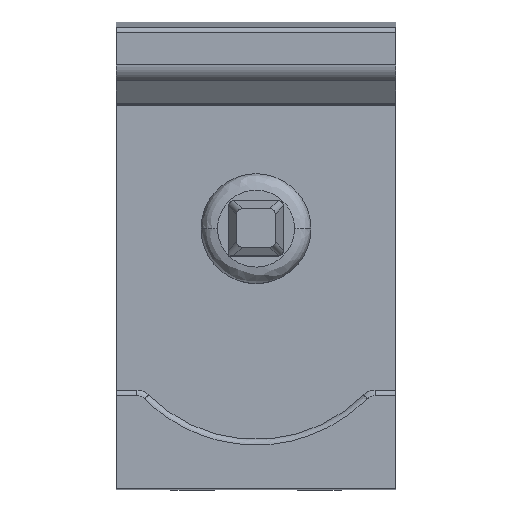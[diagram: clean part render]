
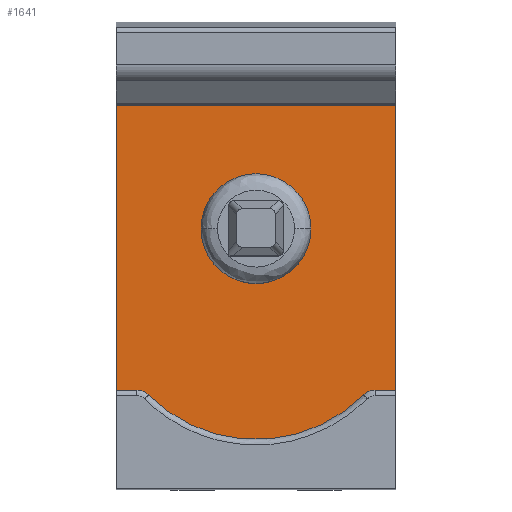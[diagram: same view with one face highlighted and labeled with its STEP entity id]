
A CAD part, top view. The second image highlights one B-rep face of the part: STEP entity #1641.
In plain terms, the highlighted planar face has unit normal (0, 0, 1).
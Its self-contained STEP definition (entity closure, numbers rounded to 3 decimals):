
#11 = LINE ( 'NONE', #3957, #111 ) ;
#57 = EDGE_CURVE ( 'NONE', #384, #1517, #4308, .T. ) ;
#64 = EDGE_CURVE ( 'NONE', #1997, #456, #4236, .T. ) ;
#111 = VECTOR ( 'NONE', #3939, 1000. ) ;
#202 = CARTESIAN_POINT ( 'NONE',  ( -1.956, -3.038, 2.7 ) ) ;
#218 = EDGE_CURVE ( 'NONE', #3260, #2290, #3873, .T. ) ;
#241 = CARTESIAN_POINT ( 'NONE',  ( -2.54, 2.25, 2.7 ) ) ;
#245 = AXIS2_PLACEMENT_3D ( 'NONE', #1989, #1896, #1951 ) ;
#309 = CARTESIAN_POINT ( 'NONE',  ( 1.956, -3.038, 2.7 ) ) ;
#334 = DIRECTION ( 'NONE',  ( 1., 0., 0. ) ) ;
#335 = DIRECTION ( 'NONE',  ( 0., 0., -1. ) ) ;
#340 = CARTESIAN_POINT ( 'NONE',  ( 0., -1.088, 2.7 ) ) ;
#378 = DIRECTION ( 'NONE',  ( 1., 0., 0. ) ) ;
#379 = DIRECTION ( 'NONE',  ( 0., 0., 1. ) ) ;
#382 = CARTESIAN_POINT ( 'NONE',  ( -2.168, -3.25, 2.7 ) ) ;
#384 = VERTEX_POINT ( 'NONE', #3368 ) ;
#434 = AXIS2_PLACEMENT_3D ( 'NONE', #340, #335, #334 ) ;
#441 = AXIS2_PLACEMENT_3D ( 'NONE', #382, #379, #378 ) ;
#456 = VERTEX_POINT ( 'NONE', #3346 ) ;
#466 = CARTESIAN_POINT ( 'NONE',  ( 2.168, -2.95, 2.7 ) ) ;
#484 = EDGE_LOOP ( 'NONE', ( #2428, #2434 ) ) ;
#648 = DIRECTION ( 'NONE',  ( 0., 1., 0. ) ) ;
#700 = EDGE_CURVE ( 'NONE', #1790, #3737, #4008, .T. ) ;
#724 = CARTESIAN_POINT ( 'NONE',  ( 1., 0., 2.7 ) ) ;
#741 = VECTOR ( 'NONE', #648, 1000. ) ;
#819 = EDGE_CURVE ( 'NONE', #456, #3260, #874, .T. ) ;
#874 = LINE ( 'NONE', #4063, #741 ) ;
#1019 = DIRECTION ( 'NONE',  ( -1., 0., 0. ) ) ;
#1021 = DIRECTION ( 'NONE',  ( 0., 0., -1. ) ) ;
#1025 = CARTESIAN_POINT ( 'NONE',  ( 0., -1.088, 2.7 ) ) ;
#1057 = PLANE ( 'NONE',  #2263 ) ;
#1132 = CARTESIAN_POINT ( 'NONE',  ( -2.54, -2.95, 2.7 ) ) ;
#1193 = AXIS2_PLACEMENT_3D ( 'NONE', #2706, #2701, #2697 ) ;
#1194 = ORIENTED_EDGE ( 'NONE', *, *, #218, .T. ) ;
#1244 = ORIENTED_EDGE ( 'NONE', *, *, #64, .T. ) ;
#1446 = CIRCLE ( 'NONE', #245, 0.3 ) ;
#1517 = VERTEX_POINT ( 'NONE', #1132 ) ;
#1577 = DIRECTION ( 'NONE',  ( -1., 0., 0. ) ) ;
#1601 = DIRECTION ( 'NONE',  ( 0., 0., 1. ) ) ;
#1604 = FACE_OUTER_BOUND ( 'NONE', #3121, .T. ) ;
#1613 = FACE_BOUND ( 'NONE', #484, .T. ) ;
#1637 = CARTESIAN_POINT ( 'NONE',  ( 0., 0., 2.7 ) ) ;
#1641 = ADVANCED_FACE ( 'NONE', ( #1604, #1613 ), #1057, .F. ) ;
#1790 = VERTEX_POINT ( 'NONE', #724 ) ;
#1896 = DIRECTION ( 'NONE',  ( 0., 0., 1. ) ) ;
#1951 = DIRECTION ( 'NONE',  ( 1., 0., 0. ) ) ;
#1989 = CARTESIAN_POINT ( 'NONE',  ( 2.168, -3.25, 2.7 ) ) ;
#1997 = VERTEX_POINT ( 'NONE', #466 ) ;
#2128 = CIRCLE ( 'NONE', #434, 2.762 ) ;
#2263 = AXIS2_PLACEMENT_3D ( 'NONE', #1025, #1021, #1019 ) ;
#2290 = VERTEX_POINT ( 'NONE', #241 ) ;
#2327 = ORIENTED_EDGE ( 'NONE', *, *, #57, .F. ) ;
#2335 = ORIENTED_EDGE ( 'NONE', *, *, #2903, .T. ) ;
#2357 = ORIENTED_EDGE ( 'NONE', *, *, #4590, .F. ) ;
#2428 = ORIENTED_EDGE ( 'NONE', *, *, #3692, .F. ) ;
#2434 = ORIENTED_EDGE ( 'NONE', *, *, #700, .F. ) ;
#2444 = ORIENTED_EDGE ( 'NONE', *, *, #4374, .F. ) ;
#2484 = ORIENTED_EDGE ( 'NONE', *, *, #819, .T. ) ;
#2509 = ORIENTED_EDGE ( 'NONE', *, *, #4386, .F. ) ;
#2554 = CARTESIAN_POINT ( 'NONE',  ( -1., 0., 2.7 ) ) ;
#2697 = DIRECTION ( 'NONE',  ( -1., 0., 0. ) ) ;
#2701 = DIRECTION ( 'NONE',  ( 0., 0., 1. ) ) ;
#2706 = CARTESIAN_POINT ( 'NONE',  ( 0., 0., 2.7 ) ) ;
#2903 = EDGE_CURVE ( 'NONE', #2290, #1517, #11, .T. ) ;
#3121 = EDGE_LOOP ( 'NONE', ( #2444, #2509, #2357, #1244, #2484, #1194, #2335, #2327 ) ) ;
#3260 = VERTEX_POINT ( 'NONE', #3458 ) ;
#3346 = CARTESIAN_POINT ( 'NONE',  ( 2.54, -2.95, 2.7 ) ) ;
#3357 = AXIS2_PLACEMENT_3D ( 'NONE', #1637, #1601, #1577 ) ;
#3368 = CARTESIAN_POINT ( 'NONE',  ( -2.168, -2.95, 2.7 ) ) ;
#3374 = CIRCLE ( 'NONE', #1193, 1. ) ;
#3458 = CARTESIAN_POINT ( 'NONE',  ( 2.54, 2.25, 2.7 ) ) ;
#3545 = CIRCLE ( 'NONE', #441, 0.3 ) ;
#3623 = DIRECTION ( 'NONE',  ( -1., 0., 0. ) ) ;
#3690 = CARTESIAN_POINT ( 'NONE',  ( -3.983, 2.25, 2.7 ) ) ;
#3692 = EDGE_CURVE ( 'NONE', #3737, #1790, #3374, .T. ) ;
#3737 = VERTEX_POINT ( 'NONE', #2554 ) ;
#3873 = LINE ( 'NONE', #3690, #4192 ) ;
#3939 = DIRECTION ( 'NONE',  ( 0., -1., 0. ) ) ;
#3957 = CARTESIAN_POINT ( 'NONE',  ( -2.54, 3.75, 2.7 ) ) ;
#4008 = CIRCLE ( 'NONE', #3357, 1. ) ;
#4025 = DIRECTION ( 'NONE',  ( 1., 0., 0. ) ) ;
#4045 = DIRECTION ( 'NONE',  ( -1., 0., 0. ) ) ;
#4047 = CARTESIAN_POINT ( 'NONE',  ( 0., -2.95, 2.7 ) ) ;
#4063 = CARTESIAN_POINT ( 'NONE',  ( 2.54, 3.75, 2.7 ) ) ;
#4088 = CARTESIAN_POINT ( 'NONE',  ( 3.169, -2.95, 2.7 ) ) ;
#4192 = VECTOR ( 'NONE', #3623, 1000. ) ;
#4231 = VECTOR ( 'NONE', #4025, 1000. ) ;
#4236 = LINE ( 'NONE', #4088, #4231 ) ;
#4304 = VECTOR ( 'NONE', #4045, 1000. ) ;
#4308 = LINE ( 'NONE', #4047, #4304 ) ;
#4374 = EDGE_CURVE ( 'NONE', #4426, #384, #3545, .T. ) ;
#4386 = EDGE_CURVE ( 'NONE', #4408, #4426, #2128, .T. ) ;
#4408 = VERTEX_POINT ( 'NONE', #309 ) ;
#4426 = VERTEX_POINT ( 'NONE', #202 ) ;
#4590 = EDGE_CURVE ( 'NONE', #1997, #4408, #1446, .T. ) ;
